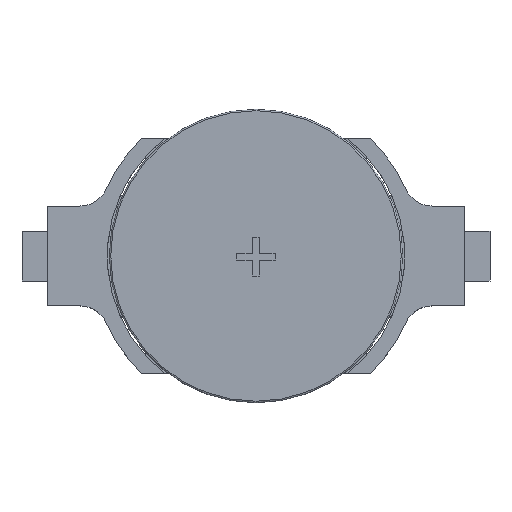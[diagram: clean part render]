
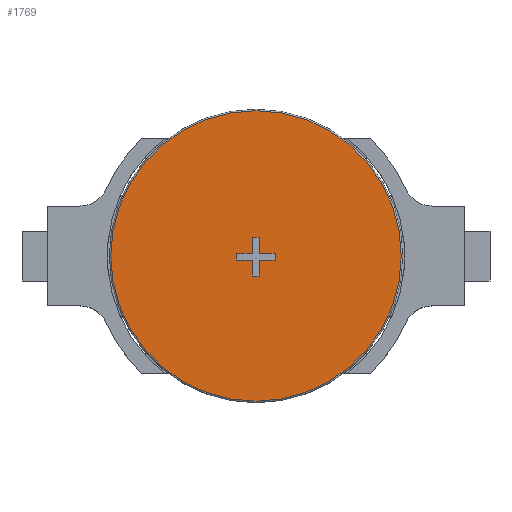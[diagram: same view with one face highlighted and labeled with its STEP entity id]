
A CAD part, top view. The second image highlights one B-rep face of the part: STEP entity #1769.
In plain terms, the highlighted planar face has unit normal (0, 0, 1).
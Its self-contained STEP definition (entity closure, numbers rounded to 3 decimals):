
#43=FACE_BOUND('',#300,.T.);
#112=PLANE('',#1935);
#200=FACE_OUTER_BOUND('',#299,.T.);
#299=EDGE_LOOP('',(#1624));
#300=EDGE_LOOP('',(#1625,#1626,#1627,#1628,#1629,#1630,#1631,#1632,#1633,
#1634,#1635,#1636));
#483=LINE('',#2874,#681);
#485=LINE('',#2878,#683);
#487=LINE('',#2882,#685);
#489=LINE('',#2886,#687);
#491=LINE('',#2890,#689);
#493=LINE('',#2894,#691);
#495=LINE('',#2898,#693);
#497=LINE('',#2902,#695);
#499=LINE('',#2906,#697);
#501=LINE('',#2910,#699);
#503=LINE('',#2914,#701);
#505=LINE('',#2917,#703);
#681=VECTOR('',#2344,10.);
#683=VECTOR('',#2348,10.);
#685=VECTOR('',#2352,10.);
#687=VECTOR('',#2356,10.);
#689=VECTOR('',#2360,10.);
#691=VECTOR('',#2364,10.);
#693=VECTOR('',#2368,10.);
#695=VECTOR('',#2372,10.);
#697=VECTOR('',#2376,10.);
#699=VECTOR('',#2380,10.);
#701=VECTOR('',#2384,10.);
#703=VECTOR('',#2388,10.);
#746=CIRCLE('',#1930,9.9);
#900=VERTEX_POINT('',#2871);
#901=VERTEX_POINT('',#2873);
#902=VERTEX_POINT('',#2877);
#903=VERTEX_POINT('',#2881);
#904=VERTEX_POINT('',#2885);
#905=VERTEX_POINT('',#2889);
#906=VERTEX_POINT('',#2893);
#907=VERTEX_POINT('',#2897);
#908=VERTEX_POINT('',#2901);
#909=VERTEX_POINT('',#2905);
#910=VERTEX_POINT('',#2909);
#911=VERTEX_POINT('',#2913);
#912=VERTEX_POINT('',#2919);
#1129=EDGE_CURVE('',#901,#900,#483,.T.);
#1131=EDGE_CURVE('',#902,#901,#485,.T.);
#1133=EDGE_CURVE('',#903,#902,#487,.T.);
#1135=EDGE_CURVE('',#904,#903,#489,.T.);
#1137=EDGE_CURVE('',#905,#904,#491,.T.);
#1139=EDGE_CURVE('',#906,#905,#493,.T.);
#1141=EDGE_CURVE('',#907,#906,#495,.T.);
#1143=EDGE_CURVE('',#908,#907,#497,.T.);
#1145=EDGE_CURVE('',#909,#908,#499,.T.);
#1147=EDGE_CURVE('',#910,#909,#501,.T.);
#1149=EDGE_CURVE('',#911,#910,#503,.T.);
#1151=EDGE_CURVE('',#900,#911,#505,.T.);
#1152=EDGE_CURVE('',#912,#912,#746,.T.);
#1624=ORIENTED_EDGE('',*,*,#1152,.F.);
#1625=ORIENTED_EDGE('',*,*,#1129,.T.);
#1626=ORIENTED_EDGE('',*,*,#1151,.T.);
#1627=ORIENTED_EDGE('',*,*,#1149,.T.);
#1628=ORIENTED_EDGE('',*,*,#1147,.T.);
#1629=ORIENTED_EDGE('',*,*,#1145,.T.);
#1630=ORIENTED_EDGE('',*,*,#1143,.T.);
#1631=ORIENTED_EDGE('',*,*,#1141,.T.);
#1632=ORIENTED_EDGE('',*,*,#1139,.T.);
#1633=ORIENTED_EDGE('',*,*,#1137,.T.);
#1634=ORIENTED_EDGE('',*,*,#1135,.T.);
#1635=ORIENTED_EDGE('',*,*,#1133,.T.);
#1636=ORIENTED_EDGE('',*,*,#1131,.T.);
#1769=ADVANCED_FACE('',(#200,#43),#112,.T.);
#1930=AXIS2_PLACEMENT_3D('',#2920,#2391,#2392);
#1935=AXIS2_PLACEMENT_3D('',#2928,#2402,#2403);
#2344=DIRECTION('',(1.,0.,0.));
#2348=DIRECTION('',(0.,1.,0.));
#2352=DIRECTION('',(1.,0.,0.));
#2356=DIRECTION('',(0.,1.,0.));
#2360=DIRECTION('',(-1.,0.,0.));
#2364=DIRECTION('',(0.,1.,0.));
#2368=DIRECTION('',(-1.,0.,0.));
#2372=DIRECTION('',(0.,-1.,0.));
#2376=DIRECTION('',(-1.,0.,0.));
#2380=DIRECTION('',(0.,-1.,0.));
#2384=DIRECTION('',(1.,0.,0.));
#2388=DIRECTION('',(0.,-1.,0.));
#2391=DIRECTION('center_axis',(0.,0.,-1.));
#2392=DIRECTION('ref_axis',(1.,0.,0.));
#2402=DIRECTION('center_axis',(0.,0.,1.));
#2403=DIRECTION('ref_axis',(1.,0.,0.));
#2871=CARTESIAN_POINT('',(0.22,1.276,3.2));
#2873=CARTESIAN_POINT('',(-0.244,1.276,3.2));
#2874=CARTESIAN_POINT('',(-0.006,1.276,3.2));
#2877=CARTESIAN_POINT('',(-0.244,0.179,3.2));
#2878=CARTESIAN_POINT('',(-0.244,0.364,3.2));
#2881=CARTESIAN_POINT('',(-1.333,0.179,3.2));
#2882=CARTESIAN_POINT('',(-0.394,0.179,3.2));
#2885=CARTESIAN_POINT('',(-1.333,-0.279,3.2));
#2886=CARTESIAN_POINT('',(-1.333,-0.025,3.2));
#2889=CARTESIAN_POINT('',(-0.244,-0.279,3.2));
#2890=CARTESIAN_POINT('',(-0.394,-0.279,3.2));
#2893=CARTESIAN_POINT('',(-0.244,-1.368,3.2));
#2894=CARTESIAN_POINT('',(-0.244,-0.412,3.2));
#2897=CARTESIAN_POINT('',(0.22,-1.368,3.2));
#2898=CARTESIAN_POINT('',(-0.006,-1.368,3.2));
#2901=CARTESIAN_POINT('',(0.22,-0.279,3.2));
#2902=CARTESIAN_POINT('',(0.22,-0.412,3.2));
#2905=CARTESIAN_POINT('',(1.308,-0.279,3.2));
#2906=CARTESIAN_POINT('',(0.382,-0.279,3.2));
#2909=CARTESIAN_POINT('',(1.308,0.179,3.2));
#2910=CARTESIAN_POINT('',(1.308,-0.025,3.2));
#2913=CARTESIAN_POINT('',(0.22,0.179,3.2));
#2914=CARTESIAN_POINT('',(0.382,0.179,3.2));
#2917=CARTESIAN_POINT('',(0.22,0.364,3.2));
#2919=CARTESIAN_POINT('',(-9.9,0.,3.2));
#2920=CARTESIAN_POINT('Origin',(0.,0.,3.2));
#2928=CARTESIAN_POINT('Origin',(0.,0.,3.2));
